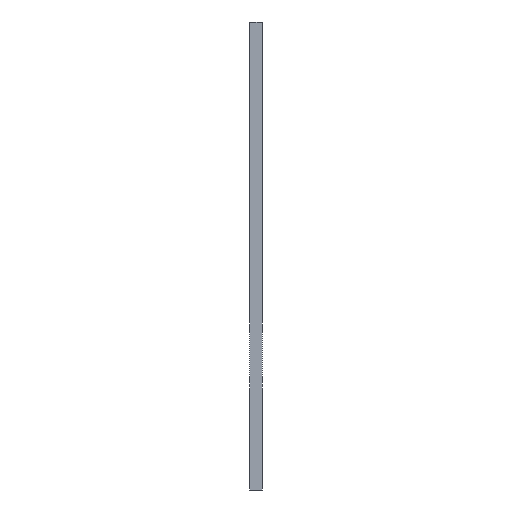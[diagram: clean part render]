
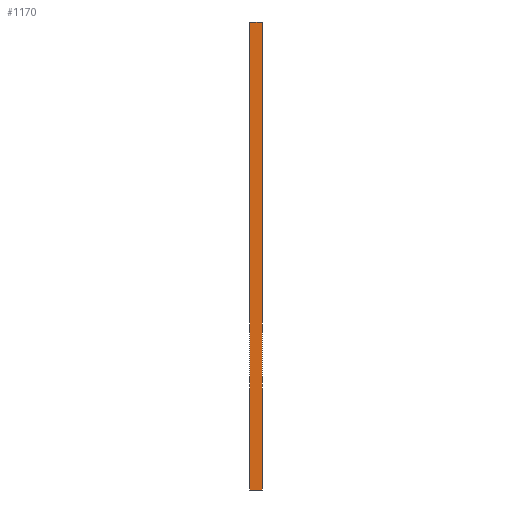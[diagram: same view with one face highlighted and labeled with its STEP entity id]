
A CAD part, left-side view. The second image highlights one B-rep face of the part: STEP entity #1170.
In plain terms, the highlighted planar face has unit normal (-1, 0, 0).
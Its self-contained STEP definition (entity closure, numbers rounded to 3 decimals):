
#132 = CARTESIAN_POINT ( 'NONE',  ( -61., 0., -56. ) ) ;
#143 = ORIENTED_EDGE ( 'NONE', *, *, #728, .T. ) ;
#144 = ORIENTED_EDGE ( 'NONE', *, *, #422, .F. ) ;
#256 = ORIENTED_EDGE ( 'NONE', *, *, #1576, .F. ) ;
#396 = CARTESIAN_POINT ( 'NONE',  ( -61., 3., 56. ) ) ;
#422 = EDGE_CURVE ( 'NONE', #1279, #609, #1335, .T. ) ;
#460 = CARTESIAN_POINT ( 'NONE',  ( -61., 3., -56. ) ) ;
#541 = ORIENTED_EDGE ( 'NONE', *, *, #980, .T. ) ;
#550 = VERTEX_POINT ( 'NONE', #631 ) ;
#551 = DIRECTION ( 'NONE',  ( 0., 0., 1. ) ) ;
#574 = CARTESIAN_POINT ( 'NONE',  ( -61., 3., -56. ) ) ;
#609 = VERTEX_POINT ( 'NONE', #1965 ) ;
#631 = CARTESIAN_POINT ( 'NONE',  ( -61., 0., -56. ) ) ;
#728 = EDGE_CURVE ( 'NONE', #550, #609, #1015, .T. ) ;
#729 = DIRECTION ( 'NONE',  ( 0., 0., 1. ) ) ;
#742 = VERTEX_POINT ( 'NONE', #574 ) ;
#754 = FACE_OUTER_BOUND ( 'NONE', #1918, .T. ) ;
#771 = CARTESIAN_POINT ( 'NONE',  ( -61., 3., -56. ) ) ;
#980 = EDGE_CURVE ( 'NONE', #742, #550, #1069, .T. ) ;
#1015 = LINE ( 'NONE', #132, #1568 ) ;
#1069 = LINE ( 'NONE', #771, #1080 ) ;
#1080 = VECTOR ( 'NONE', #1681, 1000. ) ;
#1088 = CARTESIAN_POINT ( 'NONE',  ( -61., 3., 56. ) ) ;
#1167 = DIRECTION ( 'NONE',  ( 0., -1., 0. ) ) ;
#1170 = ADVANCED_FACE ( 'NONE', ( #754 ), #1790, .F. ) ;
#1178 = VECTOR ( 'NONE', #1167, 1000. ) ;
#1220 = DIRECTION ( 'NONE',  ( 0., 0., -1. ) ) ;
#1279 = VERTEX_POINT ( 'NONE', #1088 ) ;
#1335 = LINE ( 'NONE', #396, #1178 ) ;
#1404 = VECTOR ( 'NONE', #551, 1000. ) ;
#1468 = LINE ( 'NONE', #1756, #1404 ) ;
#1568 = VECTOR ( 'NONE', #729, 1000. ) ;
#1576 = EDGE_CURVE ( 'NONE', #742, #1279, #1468, .T. ) ;
#1681 = DIRECTION ( 'NONE',  ( 0., -1., 0. ) ) ;
#1692 = AXIS2_PLACEMENT_3D ( 'NONE', #460, #1976, #1220 ) ;
#1756 = CARTESIAN_POINT ( 'NONE',  ( -61., 3., -56. ) ) ;
#1790 = PLANE ( 'NONE',  #1692 ) ;
#1918 = EDGE_LOOP ( 'NONE', ( #143, #144, #256, #541 ) ) ;
#1965 = CARTESIAN_POINT ( 'NONE',  ( -61., 0., 56. ) ) ;
#1976 = DIRECTION ( 'NONE',  ( 1., 0., 0. ) ) ;
